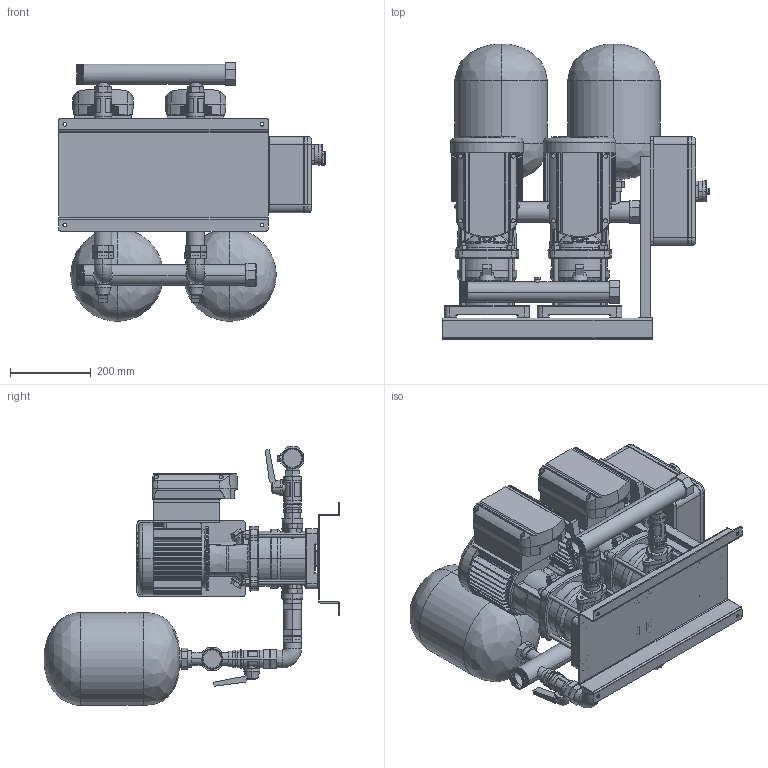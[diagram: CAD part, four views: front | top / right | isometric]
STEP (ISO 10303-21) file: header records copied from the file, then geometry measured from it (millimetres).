
FILE_DESCRIPTION (( 'STEP AP214' ), '1' );
FILE_NAME ('2SBI_5-8_TE_ZB00064969.STEP', '2022-08-31T19:35:06', ( '' ), ( '' ), 'SwSTEP 2.0', 'SolidWorks 2020', '' );
FILE_SCHEMA (( 'AUTOMOTIVE_DESIGN' ));
Length unit declared in the file: millimetre
Products named in the file (1): 2SBI_5-8_TE_ZB00064969
Bounding box: 662 x 734.8 x 641.93 mm (x, y, z)
Volume: 53228848.5 mm3; surface area: 3534612.4 mm2
Topology: 48 solids, 49 shells, 2828 faces, 7112 edges, 4453 vertices
Faces by surface type: plane 1104, cylinder 1009, bspline 384, torus 181, cone 114, sphere 36
Entity records: 155225 total; most frequent: CARTESIAN_POINT 59078, ORIENTED_EDGE 14120, DIRECTION 12486, EDGE_CURVE 7060, AXIS2_PLACEMENT_3D 4641, VERTEX_POINT 4453, LINE 3204, VECTOR 3204
